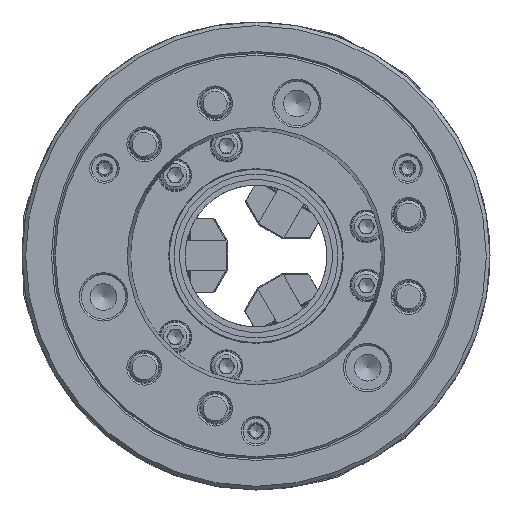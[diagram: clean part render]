
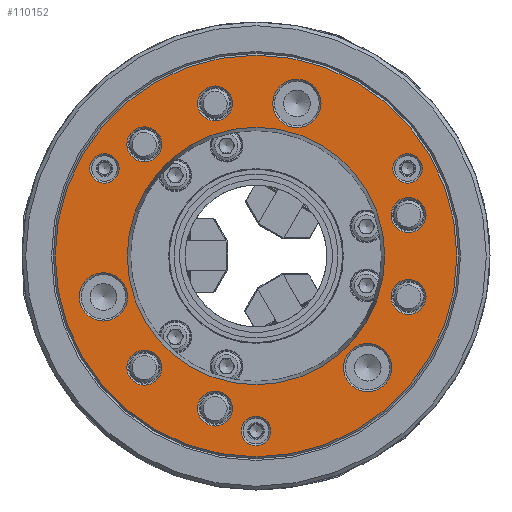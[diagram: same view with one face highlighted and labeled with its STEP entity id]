
A CAD part, left-side view. The second image highlights one B-rep face of the part: STEP entity #110152.
In plain terms, the highlighted planar face has unit normal (-1, 0, 0).
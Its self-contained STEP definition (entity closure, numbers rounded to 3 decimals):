
#25324=PLANE('',#114924);
#49528=ORIENTED_EDGE('',*,*,#62261,.F.);
#49529=ORIENTED_EDGE('',*,*,#62263,.F.);
#49530=ORIENTED_EDGE('',*,*,#62264,.F.);
#49531=ORIENTED_EDGE('',*,*,#62266,.F.);
#49532=ORIENTED_EDGE('',*,*,#62267,.F.);
#49533=ORIENTED_EDGE('',*,*,#62269,.F.);
#49534=ORIENTED_EDGE('',*,*,#62272,.F.);
#49535=ORIENTED_EDGE('',*,*,#62273,.F.);
#49536=ORIENTED_EDGE('',*,*,#62275,.F.);
#49537=ORIENTED_EDGE('',*,*,#62278,.F.);
#49538=ORIENTED_EDGE('',*,*,#62279,.F.);
#49539=ORIENTED_EDGE('',*,*,#62281,.F.);
#49540=ORIENTED_EDGE('',*,*,#62301,.T.);
#49541=ORIENTED_EDGE('',*,*,#62302,.F.);
#62261=EDGE_CURVE('',#70235,#70235,#71476,.T.);
#62263=EDGE_CURVE('',#70237,#70237,#71478,.T.);
#62264=EDGE_CURVE('',#70238,#70238,#71479,.T.);
#62266=EDGE_CURVE('',#70240,#70240,#71481,.T.);
#62267=EDGE_CURVE('',#70241,#70241,#71482,.T.);
#62269=EDGE_CURVE('',#70243,#70243,#71484,.T.);
#62272=EDGE_CURVE('',#70246,#70246,#71487,.T.);
#62273=EDGE_CURVE('',#70247,#70247,#71488,.T.);
#62275=EDGE_CURVE('',#70249,#70249,#71490,.T.);
#62278=EDGE_CURVE('',#70252,#70252,#71493,.T.);
#62279=EDGE_CURVE('',#70253,#70253,#71494,.T.);
#62281=EDGE_CURVE('',#70255,#70255,#71496,.T.);
#62301=EDGE_CURVE('',#70275,#70275,#71516,.T.);
#62302=EDGE_CURVE('',#70276,#70276,#71517,.T.);
#70235=VERTEX_POINT('',#160473);
#70237=VERTEX_POINT('',#160478);
#70238=VERTEX_POINT('',#160481);
#70240=VERTEX_POINT('',#160486);
#70241=VERTEX_POINT('',#160489);
#70243=VERTEX_POINT('',#160494);
#70246=VERTEX_POINT('',#160501);
#70247=VERTEX_POINT('',#160504);
#70249=VERTEX_POINT('',#160509);
#70252=VERTEX_POINT('',#160516);
#70253=VERTEX_POINT('',#160519);
#70255=VERTEX_POINT('',#160524);
#70275=VERTEX_POINT('',#160575);
#70276=VERTEX_POINT('',#160578);
#71476=CIRCLE('',#114861,13.105);
#71478=CIRCLE('',#114864,13.105);
#71479=CIRCLE('',#114866,13.105);
#71481=CIRCLE('',#114869,8.);
#71482=CIRCLE('',#114871,9.5);
#71484=CIRCLE('',#114874,9.5);
#71487=CIRCLE('',#114878,8.);
#71488=CIRCLE('',#114880,9.5);
#71490=CIRCLE('',#114883,9.5);
#71493=CIRCLE('',#114887,8.);
#71494=CIRCLE('',#114889,9.5);
#71496=CIRCLE('',#114892,9.5);
#71516=CIRCLE('',#114923,109.);
#71517=CIRCLE('',#114925,69.861);
#75485=EDGE_LOOP('',(#49528));
#75486=EDGE_LOOP('',(#49529));
#75487=EDGE_LOOP('',(#49530));
#75488=EDGE_LOOP('',(#49531));
#75489=EDGE_LOOP('',(#49532));
#75490=EDGE_LOOP('',(#49533));
#75491=EDGE_LOOP('',(#49534));
#75492=EDGE_LOOP('',(#49535));
#75493=EDGE_LOOP('',(#49536));
#75494=EDGE_LOOP('',(#49537));
#75495=EDGE_LOOP('',(#49538));
#75496=EDGE_LOOP('',(#49539));
#75497=EDGE_LOOP('',(#49540));
#75498=EDGE_LOOP('',(#49541));
#79820=FACE_BOUND('',#75485,.T.);
#79821=FACE_BOUND('',#75486,.T.);
#79822=FACE_BOUND('',#75487,.T.);
#79823=FACE_BOUND('',#75488,.T.);
#79824=FACE_BOUND('',#75489,.T.);
#79825=FACE_BOUND('',#75490,.T.);
#79826=FACE_BOUND('',#75491,.T.);
#79827=FACE_BOUND('',#75492,.T.);
#79828=FACE_BOUND('',#75493,.T.);
#79829=FACE_BOUND('',#75494,.T.);
#79830=FACE_BOUND('',#75495,.T.);
#79831=FACE_BOUND('',#75496,.T.);
#79832=FACE_BOUND('',#75497,.T.);
#79833=FACE_BOUND('',#75498,.T.);
#110152=ADVANCED_FACE('',(#79820,#79821,#79822,#79823,#79824,#79825,#79826,
#79827,#79828,#79829,#79830,#79831,#79832,#79833),#25324,.T.);
#114861=AXIS2_PLACEMENT_3D('',#160472,#134866,#134867);
#114864=AXIS2_PLACEMENT_3D('',#160477,#134872,#134873);
#114866=AXIS2_PLACEMENT_3D('',#160480,#134876,#134877);
#114869=AXIS2_PLACEMENT_3D('',#160485,#134882,#134883);
#114871=AXIS2_PLACEMENT_3D('',#160488,#134886,#134887);
#114874=AXIS2_PLACEMENT_3D('',#160493,#134892,#134893);
#114878=AXIS2_PLACEMENT_3D('',#160500,#134900,#134901);
#114880=AXIS2_PLACEMENT_3D('',#160503,#134904,#134905);
#114883=AXIS2_PLACEMENT_3D('',#160508,#134910,#134911);
#114887=AXIS2_PLACEMENT_3D('',#160515,#134918,#134919);
#114889=AXIS2_PLACEMENT_3D('',#160518,#134922,#134923);
#114892=AXIS2_PLACEMENT_3D('',#160523,#134928,#134929);
#114923=AXIS2_PLACEMENT_3D('',#160574,#134990,#134991);
#114924=AXIS2_PLACEMENT_3D('',#160576,#134992,#134993);
#114925=AXIS2_PLACEMENT_3D('',#160577,#134994,#134995);
#134866=DIRECTION('',(-1.,0.,0.));
#134867=DIRECTION('',(0.,-0.5,0.866));
#134872=DIRECTION('',(-1.,0.,0.));
#134873=DIRECTION('',(0.,-0.5,0.866));
#134876=DIRECTION('',(-1.,0.,0.));
#134877=DIRECTION('',(0.,-0.5,0.866));
#134882=DIRECTION('',(-1.,0.,0.));
#134883=DIRECTION('',(0.,-0.5,0.866));
#134886=DIRECTION('',(-1.,0.,0.));
#134887=DIRECTION('',(0.,-0.5,0.866));
#134892=DIRECTION('',(-1.,0.,0.));
#134893=DIRECTION('',(0.,-0.5,0.866));
#134900=DIRECTION('',(-1.,0.,0.));
#134901=DIRECTION('',(0.,-0.5,0.866));
#134904=DIRECTION('',(-1.,0.,0.));
#134905=DIRECTION('',(0.,-0.5,0.866));
#134910=DIRECTION('',(-1.,0.,0.));
#134911=DIRECTION('',(0.,-0.5,0.866));
#134918=DIRECTION('',(-1.,0.,0.));
#134919=DIRECTION('',(0.,-0.5,0.866));
#134922=DIRECTION('',(-1.,0.,0.));
#134923=DIRECTION('',(0.,-0.5,0.866));
#134928=DIRECTION('',(-1.,0.,0.));
#134929=DIRECTION('',(0.,-0.5,0.866));
#134990=DIRECTION('',(-1.,0.,0.));
#134991=DIRECTION('',(0.,-0.5,0.866));
#134992=DIRECTION('',(-1.,0.,0.));
#134993=DIRECTION('',(0.,-0.5,0.866));
#134994=DIRECTION('',(-1.,0.,0.));
#134995=DIRECTION('',(0.,-0.5,0.866));
#160472=CARTESIAN_POINT('',(-113.,-60.617,-60.617));
#160473=CARTESIAN_POINT('',(-113.,-67.169,-49.267));
#160477=CARTESIAN_POINT('',(-113.,82.804,-22.187));
#160478=CARTESIAN_POINT('',(-113.,76.251,-10.838));
#160480=CARTESIAN_POINT('',(-113.,-22.187,82.804));
#160481=CARTESIAN_POINT('',(-113.,-28.74,94.153));
#160485=CARTESIAN_POINT('',(-113.,-82.272,47.5));
#160486=CARTESIAN_POINT('',(-113.,-86.272,54.428));
#160488=CARTESIAN_POINT('',(-113.,-82.78,22.181));
#160489=CARTESIAN_POINT('',(-113.,-87.53,30.408));
#160493=CARTESIAN_POINT('',(-113.,-82.78,-22.181));
#160494=CARTESIAN_POINT('',(-113.,-87.53,-13.954));
#160500=CARTESIAN_POINT('',(-113.,0.,-95.));
#160501=CARTESIAN_POINT('',(-113.,-4.,-88.072));
#160503=CARTESIAN_POINT('',(-113.,22.181,-82.78));
#160504=CARTESIAN_POINT('',(-113.,17.431,-74.553));
#160508=CARTESIAN_POINT('',(-113.,60.599,-60.599));
#160509=CARTESIAN_POINT('',(-113.,55.849,-52.372));
#160515=CARTESIAN_POINT('',(-113.,82.272,47.5));
#160516=CARTESIAN_POINT('',(-113.,78.272,54.428));
#160518=CARTESIAN_POINT('',(-113.,60.599,60.599));
#160519=CARTESIAN_POINT('',(-113.,55.849,68.826));
#160523=CARTESIAN_POINT('',(-113.,22.181,82.78));
#160524=CARTESIAN_POINT('',(-113.,17.431,91.007));
#160574=CARTESIAN_POINT('',(-113.,0.,0.));
#160575=CARTESIAN_POINT('',(-113.,-54.5,94.397));
#160576=CARTESIAN_POINT('',(-113.,-34.93,60.501));
#160577=CARTESIAN_POINT('',(-113.,0.,0.));
#160578=CARTESIAN_POINT('',(-113.,-34.93,60.501));
